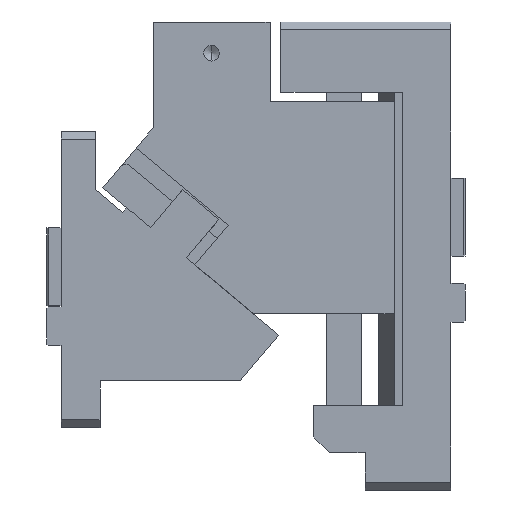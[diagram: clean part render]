
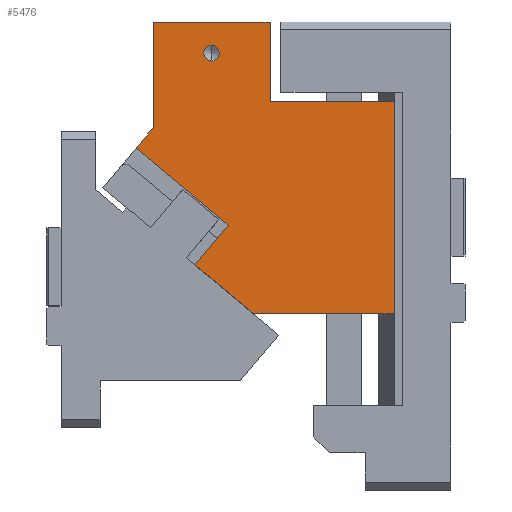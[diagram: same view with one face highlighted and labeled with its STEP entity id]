
A CAD part, left-side view. The second image highlights one B-rep face of the part: STEP entity #5476.
In plain terms, the highlighted planar face has unit normal (-1, 0, 0).
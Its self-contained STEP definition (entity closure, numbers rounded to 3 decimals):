
#5017=CARTESIAN_POINT('Vertex',(-25.,10.638,-155.663)) ;
#5020=CARTESIAN_POINT('Line Origine',(-25.,0.032,-143.023)) ;
#5024=CARTESIAN_POINT('Vertex',(-25.,-10.574,-130.383)) ;
#5293=CARTESIAN_POINT('Vertex',(-25.,-117.,-187.)) ;
#5296=CARTESIAN_POINT('Line Origine',(-25.,-71.854,-187.)) ;
#5300=CARTESIAN_POINT('Vertex',(-25.,-26.708,-187.)) ;
#5353=CARTESIAN_POINT('Axis2P3D Location',(-25.,47.5,-64.245)) ;
#5358=CARTESIAN_POINT('Line Origine',(-25.,-8.035,-171.331)) ;
#5363=CARTESIAN_POINT('Line Origine',(-25.,-117.,-119.)) ;
#5367=CARTESIAN_POINT('Vertex',(-25.,-117.,-51.)) ;
#5370=CARTESIAN_POINT('Line Origine',(-25.,-77.25,-51.)) ;
#5374=CARTESIAN_POINT('Vertex',(-25.,-37.5,-51.)) ;
#5377=CARTESIAN_POINT('Line Origine',(-25.,-37.5,-25.5)) ;
#5381=CARTESIAN_POINT('Vertex',(-25.,-37.5,0.)) ;
#5384=CARTESIAN_POINT('Line Origine',(-25.,0.,0.)) ;
#5388=CARTESIAN_POINT('Vertex',(-25.,37.5,0.)) ;
#5391=CARTESIAN_POINT('Line Origine',(-25.,37.5,-33.942)) ;
#5395=CARTESIAN_POINT('Vertex',(-25.,37.5,-67.885)) ;
#5398=CARTESIAN_POINT('Line Origine',(-25.,42.956,-74.387)) ;
#5402=CARTESIAN_POINT('Vertex',(-25.,48.412,-80.889)) ;
#5405=CARTESIAN_POINT('Line Origine',(-25.,18.919,-105.636)) ;
#5423=CARTESIAN_POINT('Control Point',(-25.,0.,-15.)) ;
#5424=CARTESIAN_POINT('Control Point',(-25.,0.548,-15.)) ;
#5425=CARTESIAN_POINT('Control Point',(-25.,1.095,-15.075)) ;
#5426=CARTESIAN_POINT('Control Point',(-25.,1.63,-15.225)) ;
#5427=CARTESIAN_POINT('Control Point',(-25.,2.643,-15.667)) ;
#5428=CARTESIAN_POINT('Control Point',(-25.,3.5,-16.366)) ;
#5429=CARTESIAN_POINT('Control Point',(-25.,3.878,-16.772)) ;
#5430=CARTESIAN_POINT('Control Point',(-25.,4.512,-17.677)) ;
#5431=CARTESIAN_POINT('Control Point',(-25.,4.88,-18.72)) ;
#5432=CARTESIAN_POINT('Control Point',(-25.,4.991,-19.264)) ;
#5433=CARTESIAN_POINT('Control Point',(-25.,5.062,-20.367)) ;
#5434=CARTESIAN_POINT('Control Point',(-25.,4.833,-21.449)) ;
#5435=CARTESIAN_POINT('Control Point',(-25.,4.645,-21.97)) ;
#5436=CARTESIAN_POINT('Control Point',(-25.,4.13,-22.949)) ;
#5437=CARTESIAN_POINT('Control Point',(-25.,3.372,-23.753)) ;
#5438=CARTESIAN_POINT('Control Point',(-25.,2.939,-24.101)) ;
#5439=CARTESIAN_POINT('Control Point',(-25.,2.116,-24.593)) ;
#5440=CARTESIAN_POINT('Control Point',(-25.,1.204,-24.878)) ;
#5441=CARTESIAN_POINT('Control Point',(-25.,0.806,-24.959)) ;
#5442=CARTESIAN_POINT('Control Point',(-25.,0.403,-25.)) ;
#5443=CARTESIAN_POINT('Control Point',(-25.,0.,-25.)) ;
#5444=CARTESIAN_POINT('Vertex',(-25.,0.,-15.)) ;
#5446=CARTESIAN_POINT('Vertex',(-25.,0.,-25.)) ;
#5450=CARTESIAN_POINT('Control Point',(-25.,0.,-25.)) ;
#5451=CARTESIAN_POINT('Control Point',(-25.,-0.548,-25.)) ;
#5452=CARTESIAN_POINT('Control Point',(-25.,-1.095,-24.925)) ;
#5453=CARTESIAN_POINT('Control Point',(-25.,-1.63,-24.775)) ;
#5454=CARTESIAN_POINT('Control Point',(-25.,-2.643,-24.333)) ;
#5455=CARTESIAN_POINT('Control Point',(-25.,-3.5,-23.634)) ;
#5456=CARTESIAN_POINT('Control Point',(-25.,-3.878,-23.228)) ;
#5457=CARTESIAN_POINT('Control Point',(-25.,-4.512,-22.323)) ;
#5458=CARTESIAN_POINT('Control Point',(-25.,-4.88,-21.28)) ;
#5459=CARTESIAN_POINT('Control Point',(-25.,-4.991,-20.736)) ;
#5460=CARTESIAN_POINT('Control Point',(-25.,-5.062,-19.633)) ;
#5461=CARTESIAN_POINT('Control Point',(-25.,-4.833,-18.551)) ;
#5462=CARTESIAN_POINT('Control Point',(-25.,-4.645,-18.03)) ;
#5463=CARTESIAN_POINT('Control Point',(-25.,-4.13,-17.051)) ;
#5464=CARTESIAN_POINT('Control Point',(-25.,-3.372,-16.247)) ;
#5465=CARTESIAN_POINT('Control Point',(-25.,-2.939,-15.899)) ;
#5466=CARTESIAN_POINT('Control Point',(-25.,-2.116,-15.407)) ;
#5467=CARTESIAN_POINT('Control Point',(-25.,-1.204,-15.122)) ;
#5468=CARTESIAN_POINT('Control Point',(-25.,-0.806,-15.041)) ;
#5469=CARTESIAN_POINT('Control Point',(-25.,-0.403,-15.)) ;
#5470=CARTESIAN_POINT('Control Point',(-25.,0.,-15.)) ;
#5021=DIRECTION('Vector Direction',(0.,0.643,-0.766)) ;
#5297=DIRECTION('Vector Direction',(0.,1.,0.)) ;
#5354=DIRECTION('Axis2P3D Direction',(1.,-0.,0.)) ;
#5355=DIRECTION('Axis2P3D XDirection',(0.,0.,-1.)) ;
#5359=DIRECTION('Vector Direction',(0.,-0.766,-0.643)) ;
#5364=DIRECTION('Vector Direction',(0.,0.,-1.)) ;
#5371=DIRECTION('Vector Direction',(0.,-1.,0.)) ;
#5378=DIRECTION('Vector Direction',(0.,0.,-1.)) ;
#5385=DIRECTION('Vector Direction',(0.,-1.,0.)) ;
#5392=DIRECTION('Vector Direction',(0.,0.,1.)) ;
#5399=DIRECTION('Vector Direction',(0.,-0.643,0.766)) ;
#5406=DIRECTION('Vector Direction',(0.,0.766,0.643)) ;
#5356=AXIS2_PLACEMENT_3D('Plane Axis2P3D',#5353,#5354,#5355) ;
#5411=ORIENTED_EDGE('',*,*,#5362,.T.) ;
#5412=ORIENTED_EDGE('',*,*,#5302,.F.) ;
#5413=ORIENTED_EDGE('',*,*,#5369,.F.) ;
#5414=ORIENTED_EDGE('',*,*,#5376,.F.) ;
#5415=ORIENTED_EDGE('',*,*,#5383,.F.) ;
#5416=ORIENTED_EDGE('',*,*,#5390,.F.) ;
#5417=ORIENTED_EDGE('',*,*,#5397,.F.) ;
#5418=ORIENTED_EDGE('',*,*,#5404,.F.) ;
#5419=ORIENTED_EDGE('',*,*,#5409,.F.) ;
#5420=ORIENTED_EDGE('',*,*,#5026,.T.) ;
#5473=ORIENTED_EDGE('',*,*,#5448,.F.) ;
#5474=ORIENTED_EDGE('',*,*,#5471,.F.) ;
#5475=FACE_BOUND('',#5472,.T.) ;
#5022=VECTOR('Line Direction',#5021,1.) ;
#5298=VECTOR('Line Direction',#5297,1.) ;
#5360=VECTOR('Line Direction',#5359,1.) ;
#5365=VECTOR('Line Direction',#5364,1.) ;
#5372=VECTOR('Line Direction',#5371,1.) ;
#5379=VECTOR('Line Direction',#5378,1.) ;
#5386=VECTOR('Line Direction',#5385,1.) ;
#5393=VECTOR('Line Direction',#5392,1.) ;
#5400=VECTOR('Line Direction',#5399,1.) ;
#5407=VECTOR('Line Direction',#5406,1.) ;
#5476=ADVANCED_FACE('CAM SLIDER',(#5421,#5475),#5357,.F.) ;
#5422=B_SPLINE_CURVE_WITH_KNOTS('',5,(#5423,#5424,#5425,#5426,#5427,#5428,#5429,#5430,#5431,#5432,#5433,#5434,#5435,#5436,#5437,#5438,#5439,#5440,#5441,#5442,#5443),.UNSPECIFIED.,.F.,.U.,(6,3,3,3,3,3,6),(0.,3.884,7.768,11.653,15.537,19.421,22.279),.UNSPECIFIED.) ;
#5449=B_SPLINE_CURVE_WITH_KNOTS('',5,(#5450,#5451,#5452,#5453,#5454,#5455,#5456,#5457,#5458,#5459,#5460,#5461,#5462,#5463,#5464,#5465,#5466,#5467,#5468,#5469,#5470),.UNSPECIFIED.,.F.,.U.,(6,3,3,3,3,3,6),(0.,3.884,7.768,11.653,15.537,19.421,22.279),.UNSPECIFIED.) ;
#5026=EDGE_CURVE('',#5025,#5018,#5023,.T.) ;
#5302=EDGE_CURVE('',#5294,#5301,#5299,.T.) ;
#5362=EDGE_CURVE('',#5018,#5301,#5361,.T.) ;
#5369=EDGE_CURVE('',#5368,#5294,#5366,.T.) ;
#5376=EDGE_CURVE('',#5375,#5368,#5373,.T.) ;
#5383=EDGE_CURVE('',#5382,#5375,#5380,.T.) ;
#5390=EDGE_CURVE('',#5389,#5382,#5387,.T.) ;
#5397=EDGE_CURVE('',#5396,#5389,#5394,.T.) ;
#5404=EDGE_CURVE('',#5403,#5396,#5401,.T.) ;
#5409=EDGE_CURVE('',#5025,#5403,#5408,.T.) ;
#5448=EDGE_CURVE('',#5445,#5447,#5422,.T.) ;
#5471=EDGE_CURVE('',#5447,#5445,#5449,.T.) ;
#5410=EDGE_LOOP('',(#5411,#5412,#5413,#5414,#5415,#5416,#5417,#5418,#5419,#5420)) ;
#5472=EDGE_LOOP('',(#5473,#5474)) ;
#5421=FACE_OUTER_BOUND('',#5410,.T.) ;
#5023=LINE('Line',#5020,#5022) ;
#5299=LINE('Line',#5296,#5298) ;
#5361=LINE('Line',#5358,#5360) ;
#5366=LINE('Line',#5363,#5365) ;
#5373=LINE('Line',#5370,#5372) ;
#5380=LINE('Line',#5377,#5379) ;
#5387=LINE('Line',#5384,#5386) ;
#5394=LINE('Line',#5391,#5393) ;
#5401=LINE('Line',#5398,#5400) ;
#5408=LINE('Line',#5405,#5407) ;
#5357=PLANE('Plane',#5356) ;
#5018=VERTEX_POINT('',#5017) ;
#5025=VERTEX_POINT('',#5024) ;
#5294=VERTEX_POINT('',#5293) ;
#5301=VERTEX_POINT('',#5300) ;
#5368=VERTEX_POINT('',#5367) ;
#5375=VERTEX_POINT('',#5374) ;
#5382=VERTEX_POINT('',#5381) ;
#5389=VERTEX_POINT('',#5388) ;
#5396=VERTEX_POINT('',#5395) ;
#5403=VERTEX_POINT('',#5402) ;
#5445=VERTEX_POINT('',#5444) ;
#5447=VERTEX_POINT('',#5446) ;
